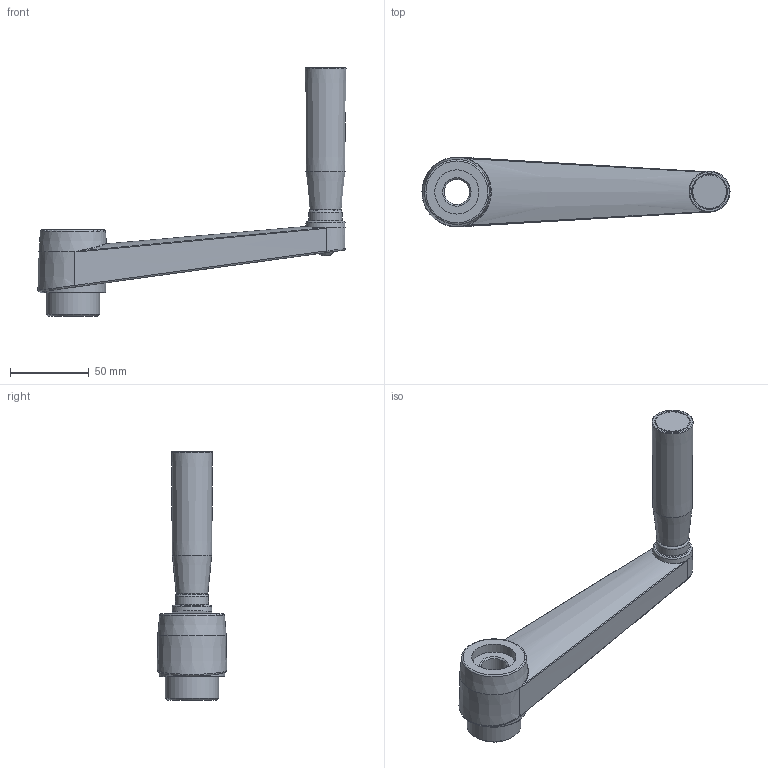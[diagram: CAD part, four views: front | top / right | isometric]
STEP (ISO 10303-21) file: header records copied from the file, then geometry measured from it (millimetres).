
FILE_DESCRIPTION( ( 'Unknown' ), '1' );
FILE_NAME( '6384660_MHP160_MRS.stp', 'Unknown', ( 'Unknown' ), ( 'Unknown' ), 'PSStep 11.0', 'Unknown', ' ' );
FILE_SCHEMA( ( 'AUTOMOTIVE_DESIGN { 1 0 10303 214 1 1 1 1 }' ) );
Length unit declared in the file: millimetre
Products named in the file (2): 8700350
Bounding box: 195.12 x 44.15 x 157.66 mm (x, y, z)
Volume: 167785.2 mm3; surface area: 54526.9 mm2
Topology: 2 solids, 7 shells, 213 faces, 511 edges, 333 vertices
Faces by surface type: plane 119, cylinder 37, cone 22, bspline 19, torus 16
Full cylindrical faces by diameter (mm): 2.5 x1, 3 x2, 3.2 x1, 6 x3, 6.5 x1, 8.3 x1, 8.7 x1, 10 x2, 10.3 x1, 13 x2, 14 x2, 16 x1, 17.28 x1, 21 x1, 21.6 x2, 22 x1, 28 x1, 34 x1, 41.6 x1
Entity records: 9760 total; most frequent: CARTESIAN_POINT 3616, DIRECTION 848, ORIENTED_EDGE 834, EDGE_CURVE 417, EDGE_LOOP 311, AXIS2_PLACEMENT_3D 305, VERTEX_POINT 302, FACE_OUTER_BOUND 256
